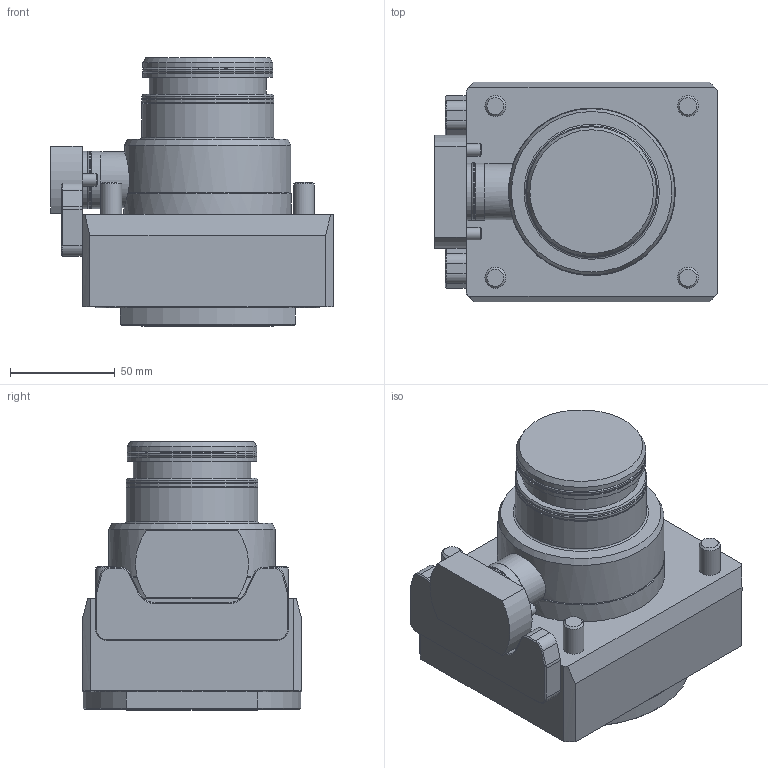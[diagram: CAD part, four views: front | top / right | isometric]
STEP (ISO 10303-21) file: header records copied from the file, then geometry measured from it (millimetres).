
FILE_DESCRIPTION(/* description */ (''),/* implementation_level */ '2;1');
FILE_NAME(/* name */ '1616147960161.stp',/* time_stamp */ '2021-03-19T10:59:27+01:00',/* author */ (''),/* organization */ ('SMS'),/* preprocessor_version */ 'ST-DEVELOPER v16.7',/* originating_system */ 'SIEMENS PLM Software NX 12.0',/* authorisation */ '');
FILE_SCHEMA (('AUTOMOTIVE_DESIGN { 1 0 10303 214 3 1 1 1 }'));
Length unit declared in the file: millimetre
Products named in the file (1): 203437516mod000_00
Bounding box: 135 x 105 x 128.5 mm (x, y, z)
Volume: 923902.2 mm3; surface area: 82510.7 mm2
Topology: 1 solids, 1 shells, 161 faces, 362 edges, 236 vertices
Faces by surface type: plane 71, cylinder 50, cone 26, torus 13, bspline 1
Full cylindrical faces by diameter (mm): 4 x1, 6 x2, 10 x4, 26.8 x1, 27.4 x2, 27.6 x1, 48.5 x1, 56 x1, 58.8 x1, 59.8 x1, 62 x3, 63 x4, 79.5 x1, 80 x1
Entity records: 4483 total; most frequent: CARTESIAN_POINT 1035, DIRECTION 752, ORIENTED_EDGE 594, AXIS2_PLACEMENT_3D 315, EDGE_CURVE 297, EDGE_LOOP 238, VERTEX_POINT 215, ADVANCED_FACE 161
